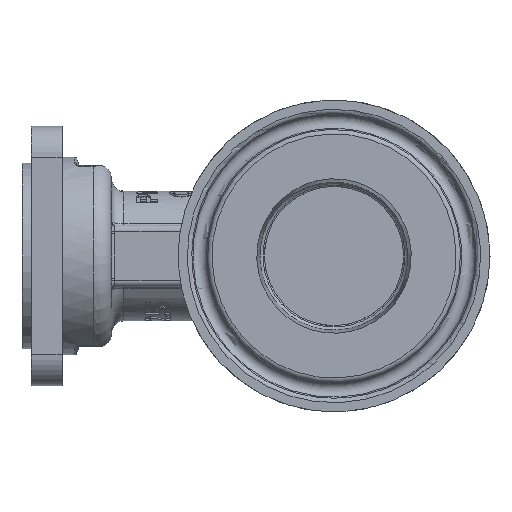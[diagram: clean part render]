
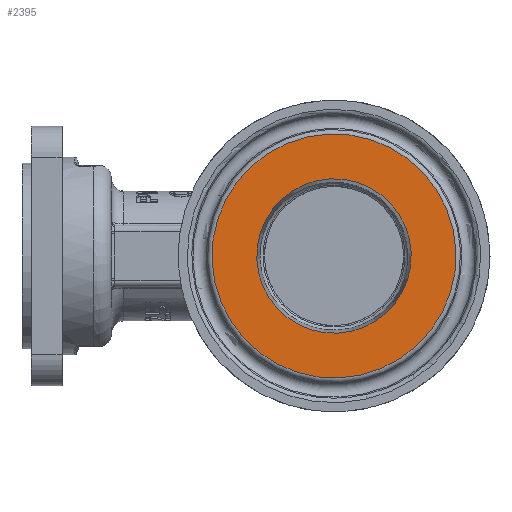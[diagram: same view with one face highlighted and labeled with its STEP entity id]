
A CAD part, left-side view. The second image highlights one B-rep face of the part: STEP entity #2395.
In plain terms, the highlighted planar face has unit normal (-1, 0, 0).
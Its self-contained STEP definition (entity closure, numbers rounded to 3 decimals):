
#448=FACE_BOUND('',#4179,.T.);
#449=FACE_BOUND('',#4180,.T.);
#1663=PLANE('',#13501);
#2395=ADVANCED_FACE('NONE',(#448,#449),#1663,.F.);
#4179=EDGE_LOOP('',(#8760));
#4180=EDGE_LOOP('',(#8761));
#8760=ORIENTED_EDGE('',*,*,#12020,.T.);
#8761=ORIENTED_EDGE('',*,*,#12021,.F.);
#10197=VERTEX_POINT('',#28132);
#10198=VERTEX_POINT('',#28134);
#12020=EDGE_CURVE('NONE',#10197,#10197,#12441,.T.);
#12021=EDGE_CURVE('NONE',#10198,#10198,#12442,.T.);
#12441=CIRCLE('',#13499,12.5);
#12442=CIRCLE('',#13500,19.747);
#13499=AXIS2_PLACEMENT_3D('',#28131,#16170,#16171);
#13500=AXIS2_PLACEMENT_3D('',#28133,#16172,#16173);
#13501=AXIS2_PLACEMENT_3D('',#28135,#16174,#16175);
#16170=DIRECTION('',(1.,0.,0.));
#16171=DIRECTION('',(0.,0.924,-0.383));
#16172=DIRECTION('',(1.,0.,0.));
#16173=DIRECTION('',(0.,0.924,-0.383));
#16174=DIRECTION('',(1.,0.,0.));
#16175=DIRECTION('',(0.,0.924,-0.383));
#28131=CARTESIAN_POINT('',(-59.36,-10.957,2.73));
#28132=CARTESIAN_POINT('',(-59.36,0.591,-2.054));
#28133=CARTESIAN_POINT('',(-59.36,-10.957,2.73));
#28134=CARTESIAN_POINT('',(-59.36,7.287,-4.827));
#28135=CARTESIAN_POINT('',(-59.36,-1.868,24.675));
